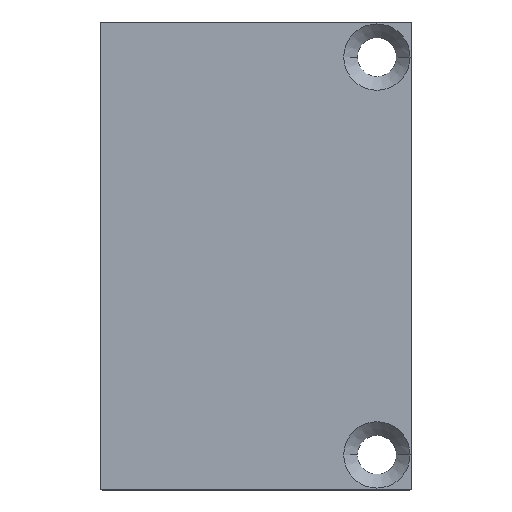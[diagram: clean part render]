
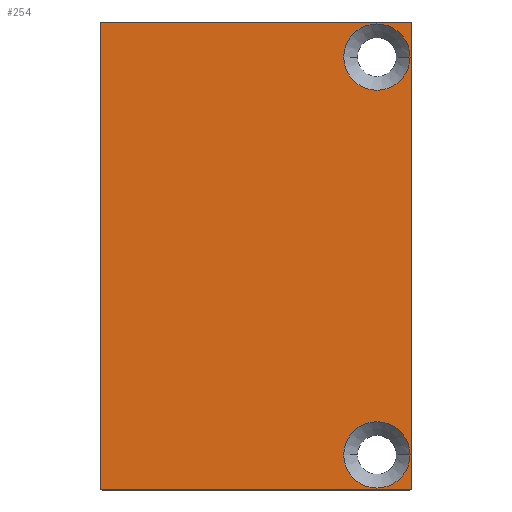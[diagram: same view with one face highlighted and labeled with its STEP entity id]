
A CAD part, top view. The second image highlights one B-rep face of the part: STEP entity #254.
In plain terms, the highlighted planar face has unit normal (0, 0, 1).
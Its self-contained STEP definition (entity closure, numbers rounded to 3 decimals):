
#6 = VECTOR ( 'NONE', #472, 1000. ) ;
#7 = DIRECTION ( 'NONE',  ( 1., 0., 0. ) ) ;
#10 = CARTESIAN_POINT ( 'NONE',  ( 0.3, 0., 3. ) ) ;
#14 = DIRECTION ( 'NONE',  ( 0., 0., 1. ) ) ;
#16 = VERTEX_POINT ( 'NONE', #215 ) ;
#18 = DIRECTION ( 'NONE',  ( 1., 0., 0. ) ) ;
#30 = AXIS2_PLACEMENT_3D ( 'NONE', #668, #343, #409 ) ;
#37 = EDGE_CURVE ( 'NONE', #492, #91, #98, .T. ) ;
#41 = VERTEX_POINT ( 'NONE', #638 ) ;
#51 = ORIENTED_EDGE ( 'NONE', *, *, #587, .T. ) ;
#59 = DIRECTION ( 'NONE',  ( -1., 0., 0. ) ) ;
#73 = AXIS2_PLACEMENT_3D ( 'NONE', #384, #14, #18 ) ;
#77 = FACE_BOUND ( 'NONE', #122, .T. ) ;
#78 = ORIENTED_EDGE ( 'NONE', *, *, #146, .T. ) ;
#88 = PLANE ( 'NONE',  #30 ) ;
#91 = VERTEX_POINT ( 'NONE', #598 ) ;
#96 = EDGE_CURVE ( 'NONE', #346, #194, #227, .T. ) ;
#98 = CIRCLE ( 'NONE', #295, 0.3 ) ;
#104 = DIRECTION ( 'NONE',  ( 1., 0., 0. ) ) ;
#107 = LINE ( 'NONE', #359, #6 ) ;
#108 = EDGE_CURVE ( 'NONE', #117, #599, #264, .T. ) ;
#112 = VECTOR ( 'NONE', #542, 1000. ) ;
#117 = VERTEX_POINT ( 'NONE', #222 ) ;
#122 = EDGE_LOOP ( 'NONE', ( #316, #124 ) ) ;
#124 = ORIENTED_EDGE ( 'NONE', *, *, #108, .F. ) ;
#128 = CARTESIAN_POINT ( 'NONE',  ( 0.3, 60., 3. ) ) ;
#146 = EDGE_CURVE ( 'NONE', #383, #585, #528, .T. ) ;
#147 = EDGE_LOOP ( 'NONE', ( #182, #51, #537, #467, #498, #277, #78, #241 ) ) ;
#148 = DIRECTION ( 'NONE',  ( 1., 0., 0. ) ) ;
#152 = AXIS2_PLACEMENT_3D ( 'NONE', #588, #536, #59 ) ;
#153 = DIRECTION ( 'NONE',  ( 0., 0., 1. ) ) ;
#155 = CIRCLE ( 'NONE', #422, 4.25 ) ;
#165 = EDGE_CURVE ( 'NONE', #585, #454, #284, .T. ) ;
#177 = EDGE_CURVE ( 'NONE', #41, #629, #529, .T. ) ;
#182 = ORIENTED_EDGE ( 'NONE', *, *, #218, .T. ) ;
#184 = FACE_BOUND ( 'NONE', #396, .T. ) ;
#187 = EDGE_CURVE ( 'NONE', #194, #492, #595, .T. ) ;
#194 = VERTEX_POINT ( 'NONE', #338 ) ;
#195 = CARTESIAN_POINT ( 'NONE',  ( 39.75, 55.5, 3. ) ) ;
#197 = EDGE_CURVE ( 'NONE', #91, #383, #482, .T. ) ;
#215 = CARTESIAN_POINT ( 'NONE',  ( 0., 59.7, 3. ) ) ;
#218 = EDGE_CURVE ( 'NONE', #454, #16, #485, .T. ) ;
#222 = CARTESIAN_POINT ( 'NONE',  ( 31.25, 55.5, 3. ) ) ;
#227 = CIRCLE ( 'NONE', #255, 0.3 ) ;
#238 = DIRECTION ( 'NONE',  ( 1., 0., 0. ) ) ;
#241 = ORIENTED_EDGE ( 'NONE', *, *, #165, .T. ) ;
#253 = CARTESIAN_POINT ( 'NONE',  ( 39.7, 0., 3. ) ) ;
#254 = ADVANCED_FACE ( 'NONE', ( #184, #501, #77 ), #88, .F. ) ;
#255 = AXIS2_PLACEMENT_3D ( 'NONE', #491, #432, #388 ) ;
#263 = CARTESIAN_POINT ( 'NONE',  ( 39.7, 60., 3. ) ) ;
#264 = CIRCLE ( 'NONE', #352, 4.25 ) ;
#276 = AXIS2_PLACEMENT_3D ( 'NONE', #335, #538, #493 ) ;
#277 = ORIENTED_EDGE ( 'NONE', *, *, #197, .T. ) ;
#284 = LINE ( 'NONE', #646, #112 ) ;
#295 = AXIS2_PLACEMENT_3D ( 'NONE', #533, #153, #104 ) ;
#316 = ORIENTED_EDGE ( 'NONE', *, *, #478, .F. ) ;
#331 = AXIS2_PLACEMENT_3D ( 'NONE', #342, #551, #238 ) ;
#335 = CARTESIAN_POINT ( 'NONE',  ( 39.7, 59.7, 3. ) ) ;
#338 = CARTESIAN_POINT ( 'NONE',  ( 0.3, 0., 3. ) ) ;
#342 = CARTESIAN_POINT ( 'NONE',  ( 35.5, 4.5, 3. ) ) ;
#343 = DIRECTION ( 'NONE',  ( 0., 0., -1. ) ) ;
#346 = VERTEX_POINT ( 'NONE', #444 ) ;
#352 = AXIS2_PLACEMENT_3D ( 'NONE', #643, #601, #7 ) ;
#353 = VECTOR ( 'NONE', #381, 1000. ) ;
#359 = CARTESIAN_POINT ( 'NONE',  ( 0., 0.3, 3. ) ) ;
#366 = VECTOR ( 'NONE', #653, 1000. ) ;
#381 = DIRECTION ( 'NONE',  ( 0., 1., 0. ) ) ;
#383 = VERTEX_POINT ( 'NONE', #608 ) ;
#384 = CARTESIAN_POINT ( 'NONE',  ( 35.5, 4.5, 3. ) ) ;
#388 = DIRECTION ( 'NONE',  ( -1., 0., 0. ) ) ;
#396 = EDGE_LOOP ( 'NONE', ( #606, #655 ) ) ;
#409 = DIRECTION ( 'NONE',  ( -1., 0., 0. ) ) ;
#419 = DIRECTION ( 'NONE',  ( 0., 0., 1. ) ) ;
#422 = AXIS2_PLACEMENT_3D ( 'NONE', #626, #419, #148 ) ;
#432 = DIRECTION ( 'NONE',  ( 0., 0., 1. ) ) ;
#442 = CARTESIAN_POINT ( 'NONE',  ( 40., 0.3, 3. ) ) ;
#444 = CARTESIAN_POINT ( 'NONE',  ( 0., 0.3, 3. ) ) ;
#454 = VERTEX_POINT ( 'NONE', #128 ) ;
#455 = EDGE_CURVE ( 'NONE', #629, #41, #507, .T. ) ;
#467 = ORIENTED_EDGE ( 'NONE', *, *, #187, .T. ) ;
#472 = DIRECTION ( 'NONE',  ( 0., -1., 0. ) ) ;
#478 = EDGE_CURVE ( 'NONE', #599, #117, #155, .T. ) ;
#482 = LINE ( 'NONE', #442, #353 ) ;
#485 = CIRCLE ( 'NONE', #152, 0.3 ) ;
#491 = CARTESIAN_POINT ( 'NONE',  ( 0.3, 0.3, 3. ) ) ;
#492 = VERTEX_POINT ( 'NONE', #253 ) ;
#493 = DIRECTION ( 'NONE',  ( -1., 0., 0. ) ) ;
#498 = ORIENTED_EDGE ( 'NONE', *, *, #37, .T. ) ;
#501 = FACE_OUTER_BOUND ( 'NONE', #147, .T. ) ;
#507 = CIRCLE ( 'NONE', #331, 4.25 ) ;
#528 = CIRCLE ( 'NONE', #276, 0.3 ) ;
#529 = CIRCLE ( 'NONE', #73, 4.25 ) ;
#533 = CARTESIAN_POINT ( 'NONE',  ( 39.7, 0.3, 3. ) ) ;
#536 = DIRECTION ( 'NONE',  ( 0., 0., 1. ) ) ;
#537 = ORIENTED_EDGE ( 'NONE', *, *, #96, .T. ) ;
#538 = DIRECTION ( 'NONE',  ( 0., 0., 1. ) ) ;
#542 = DIRECTION ( 'NONE',  ( -1., 0., 0. ) ) ;
#551 = DIRECTION ( 'NONE',  ( 0., 0., 1. ) ) ;
#570 = CARTESIAN_POINT ( 'NONE',  ( 39.75, 4.5, 3. ) ) ;
#585 = VERTEX_POINT ( 'NONE', #263 ) ;
#587 = EDGE_CURVE ( 'NONE', #16, #346, #107, .T. ) ;
#588 = CARTESIAN_POINT ( 'NONE',  ( 0.3, 59.7, 3. ) ) ;
#595 = LINE ( 'NONE', #10, #366 ) ;
#598 = CARTESIAN_POINT ( 'NONE',  ( 40., 0.3, 3. ) ) ;
#599 = VERTEX_POINT ( 'NONE', #195 ) ;
#601 = DIRECTION ( 'NONE',  ( 0., 0., 1. ) ) ;
#606 = ORIENTED_EDGE ( 'NONE', *, *, #455, .F. ) ;
#608 = CARTESIAN_POINT ( 'NONE',  ( 40., 59.7, 3. ) ) ;
#626 = CARTESIAN_POINT ( 'NONE',  ( 35.5, 55.5, 3. ) ) ;
#629 = VERTEX_POINT ( 'NONE', #570 ) ;
#638 = CARTESIAN_POINT ( 'NONE',  ( 31.25, 4.5, 3. ) ) ;
#643 = CARTESIAN_POINT ( 'NONE',  ( 35.5, 55.5, 3. ) ) ;
#646 = CARTESIAN_POINT ( 'NONE',  ( 0.3, 60., 3. ) ) ;
#653 = DIRECTION ( 'NONE',  ( 1., 0., 0. ) ) ;
#655 = ORIENTED_EDGE ( 'NONE', *, *, #177, .F. ) ;
#668 = CARTESIAN_POINT ( 'NONE',  ( 0.3, 59.7, 3. ) ) ;
